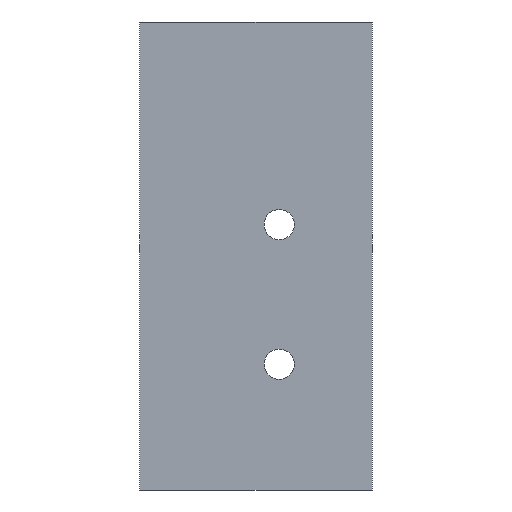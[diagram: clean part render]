
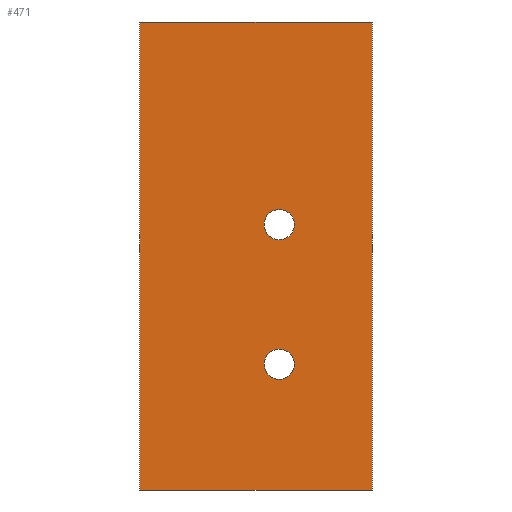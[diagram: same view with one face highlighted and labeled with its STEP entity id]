
A CAD part, front view. The second image highlights one B-rep face of the part: STEP entity #471.
In plain terms, the highlighted planar face has unit normal (0, -1, 0).
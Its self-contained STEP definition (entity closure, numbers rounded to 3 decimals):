
#24=FACE_BOUND('',#121,.T.);
#25=FACE_BOUND('',#122,.T.);
#48=PLANE('',#556);
#79=FACE_OUTER_BOUND('',#120,.T.);
#120=EDGE_LOOP('',(#413,#414,#415,#416));
#121=EDGE_LOOP('',(#417));
#122=EDGE_LOOP('',(#418));
#142=LINE('',#827,#167);
#150=LINE('',#842,#175);
#151=LINE('',#844,#176);
#152=LINE('',#845,#177);
#167=VECTOR('',#695,10.);
#175=VECTOR('',#707,10.);
#176=VECTOR('',#710,10.);
#177=VECTOR('',#711,10.);
#191=CIRCLE('',#515,3.25);
#197=CIRCLE('',#524,3.25);
#224=VERTEX_POINT('',#753);
#230=VERTEX_POINT('',#770);
#246=VERTEX_POINT('',#824);
#247=VERTEX_POINT('',#826);
#251=VERTEX_POINT('',#838);
#252=VERTEX_POINT('',#840);
#270=EDGE_CURVE('',#224,#224,#191,.T.);
#278=EDGE_CURVE('',#230,#230,#197,.T.);
#301=EDGE_CURVE('',#246,#247,#142,.T.);
#309=EDGE_CURVE('',#251,#252,#150,.T.);
#310=EDGE_CURVE('',#246,#251,#151,.T.);
#311=EDGE_CURVE('',#247,#252,#152,.T.);
#413=ORIENTED_EDGE('',*,*,#310,.T.);
#414=ORIENTED_EDGE('',*,*,#309,.T.);
#415=ORIENTED_EDGE('',*,*,#311,.F.);
#416=ORIENTED_EDGE('',*,*,#301,.F.);
#417=ORIENTED_EDGE('',*,*,#270,.T.);
#418=ORIENTED_EDGE('',*,*,#278,.T.);
#471=ADVANCED_FACE('',(#79,#24,#25),#48,.T.);
#515=AXIS2_PLACEMENT_3D('',#755,#607,#608);
#524=AXIS2_PLACEMENT_3D('',#772,#627,#628);
#556=AXIS2_PLACEMENT_3D('',#843,#708,#709);
#607=DIRECTION('center_axis',(0.,1.,0.));
#608=DIRECTION('ref_axis',(1.,0.,0.));
#627=DIRECTION('center_axis',(0.,1.,0.));
#628=DIRECTION('ref_axis',(1.,0.,0.));
#695=DIRECTION('',(0.,0.,1.));
#707=DIRECTION('',(0.,0.,1.));
#708=DIRECTION('center_axis',(0.,-1.,0.));
#709=DIRECTION('ref_axis',(1.,0.,0.));
#710=DIRECTION('',(1.,0.,0.));
#711=DIRECTION('',(1.,0.,0.));
#753=CARTESIAN_POINT('',(26.75,0.,57.));
#755=CARTESIAN_POINT('Origin',(30.,0.,57.));
#770=CARTESIAN_POINT('',(26.75,0.,27.));
#772=CARTESIAN_POINT('Origin',(30.,0.,27.));
#824=CARTESIAN_POINT('',(0.,0.,0.));
#826=CARTESIAN_POINT('',(0.,0.,100.5));
#827=CARTESIAN_POINT('',(0.,0.,0.));
#838=CARTESIAN_POINT('',(50.,0.,0.));
#840=CARTESIAN_POINT('',(50.,0.,100.5));
#842=CARTESIAN_POINT('',(50.,0.,0.));
#843=CARTESIAN_POINT('Origin',(0.,0.,0.));
#844=CARTESIAN_POINT('',(0.,0.,0.));
#845=CARTESIAN_POINT('',(0.,0.,100.5));
